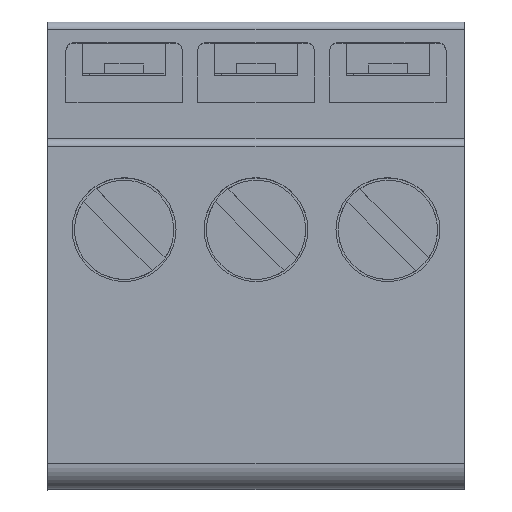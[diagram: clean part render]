
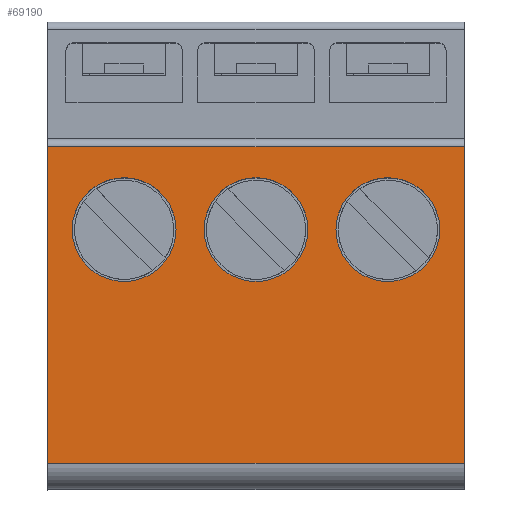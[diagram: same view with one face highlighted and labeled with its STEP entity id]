
A CAD part, top view. The second image highlights one B-rep face of the part: STEP entity #69190.
In plain terms, the highlighted face is planar.
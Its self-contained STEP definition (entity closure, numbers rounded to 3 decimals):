
#34970=CARTESIAN_POINT('',(-54.38,-12.2,
-81.9));
#34980=VERTEX_POINT('',#34970);
#35140=CARTESIAN_POINT('',(-54.38,-12.2,
-97.94));
#35150=VERTEX_POINT('',#35140);
#35180=CARTESIAN_POINT('',(-54.38,-12.2,
-77.575));
#35190=DIRECTION('',(0.,0.,-1.));
#35200=VECTOR('',#35190,1.);
#35210=LINE('',#35180,#35200);
#35220=EDGE_CURVE('',#34980,#35150,#35210,.T.);
#54140=CARTESIAN_POINT('',(-42.18,-12.2,
-97.94));
#54150=VERTEX_POINT('',#54140);
#54180=CARTESIAN_POINT('',(-5.694,-12.2,
-97.94));
#54190=DIRECTION('',(1.,0.,0.));
#54200=VECTOR('',#54190,1.);
#54210=LINE('',#54180,#54200);
#54220=EDGE_CURVE('',#35150,#54150,#54210,.T.);
#56880=CARTESIAN_POINT('',(-43.38,-12.2,
-95.));
#56890=VERTEX_POINT('',#56880);
#56920=CARTESIAN_POINT('',(-45.38,-12.2,
-95.));
#56930=DIRECTION('',(0.,-1.,0.));
#56940=DIRECTION('',(-1.,0.,0.));
#56950=AXIS2_PLACEMENT_3D('',#56920,#56930,#56940);
#56960=CIRCLE('',#56950,2.);
#56970=CARTESIAN_POINT('',(-47.38,-12.2,
-95.));
#56980=VERTEX_POINT('',#56970);
#56990=EDGE_CURVE('',#56890,#56980,#56960,.T.);
#65620=CARTESIAN_POINT('',(-42.18,-12.2,
-81.9));
#65630=VERTEX_POINT('',#65620);
#65660=CARTESIAN_POINT('',(-42.18,-12.2,
-102.616));
#65670=DIRECTION('',(0.,0.,-1.));
#65680=VECTOR('',#65670,1.);
#65690=LINE('',#65660,#65680);
#65700=EDGE_CURVE('',#65630,#54150,#65690,.T.);
#68680=CARTESIAN_POINT('',(-40.28,-12.2,
-102.62));
#68690=DIRECTION('',(0.,1.,0.));
#68700=DIRECTION('',(0.,0.,-1.));
#68710=AXIS2_PLACEMENT_3D('',#68680,#68690,#68700);
#68720=PLANE('',#68710);
#68730=CARTESIAN_POINT('',(-45.38,-12.2,
-84.84));
#68740=DIRECTION('',(0.,-1.,0.));
#68750=DIRECTION('',(-1.,0.,0.));
#68760=AXIS2_PLACEMENT_3D('',#68730,#68740,#68750);
#68770=CIRCLE('',#68760,2.);
#68780=CARTESIAN_POINT('',(-47.38,-12.2,
-84.84));
#68790=VERTEX_POINT('',#68780);
#68800=CARTESIAN_POINT('',(-43.38,-12.2,
-84.84));
#68810=VERTEX_POINT('',#68800);
#68820=EDGE_CURVE('',#68790,#68810,#68770,.T.);
#68830=ORIENTED_EDGE('',*,*,#68820,.T.);
#68840=EDGE_CURVE('',#68810,#68790,#68770,.T.);
#68850=ORIENTED_EDGE('',*,*,#68840,.T.);
#68860=EDGE_LOOP('',(#68850,#68830));
#68870=FACE_BOUND('',#68860,.T.);
#68880=EDGE_CURVE('',#56980,#56890,#56960,.T.);
#68890=ORIENTED_EDGE('',*,*,#68880,.T.);
#68900=ORIENTED_EDGE('',*,*,#56990,.T.);
#68910=EDGE_LOOP('',(#68900,#68890));
#68920=FACE_BOUND('',#68910,.T.);
#68930=CARTESIAN_POINT('',(-45.38,-12.2,
-89.92));
#68940=DIRECTION('',(0.,-1.,0.));
#68950=DIRECTION('',(-1.,0.,0.));
#68960=AXIS2_PLACEMENT_3D('',#68930,#68940,#68950);
#68970=CIRCLE('',#68960,2.);
#68980=CARTESIAN_POINT('',(-43.38,-12.2,
-89.92));
#68990=VERTEX_POINT('',#68980);
#69000=CARTESIAN_POINT('',(-47.38,-12.2,
-89.92));
#69010=VERTEX_POINT('',#69000);
#69020=EDGE_CURVE('',#68990,#69010,#68970,.T.);
#69030=ORIENTED_EDGE('',*,*,#69020,.T.);
#69040=EDGE_CURVE('',#69010,#68990,#68970,.T.);
#69050=ORIENTED_EDGE('',*,*,#69040,.T.);
#69060=EDGE_LOOP('',(#69050,#69030));
#69070=FACE_BOUND('',#69060,.T.);
#69080=CARTESIAN_POINT('',(-5.694,-12.2,
-81.9));
#69090=DIRECTION('',(-1.,0.,0.));
#69100=VECTOR('',#69090,1.);
#69110=LINE('',#69080,#69100);
#69120=EDGE_CURVE('',#65630,#34980,#69110,.T.);
#69130=ORIENTED_EDGE('',*,*,#69120,.F.);
#69140=ORIENTED_EDGE('',*,*,#35220,.F.);
#69150=ORIENTED_EDGE('',*,*,#54220,.F.);
#69160=ORIENTED_EDGE('',*,*,#65700,.T.);
#69170=EDGE_LOOP('',(#69160,#69150,#69140,#69130));
#69180=FACE_OUTER_BOUND('',#69170,.T.);
#69190=ADVANCED_FACE('',(#68870,#68920,#69070,#69180),#68720,.T.);
